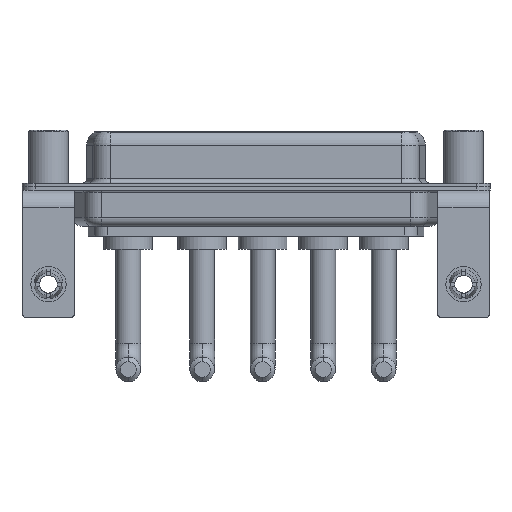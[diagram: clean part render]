
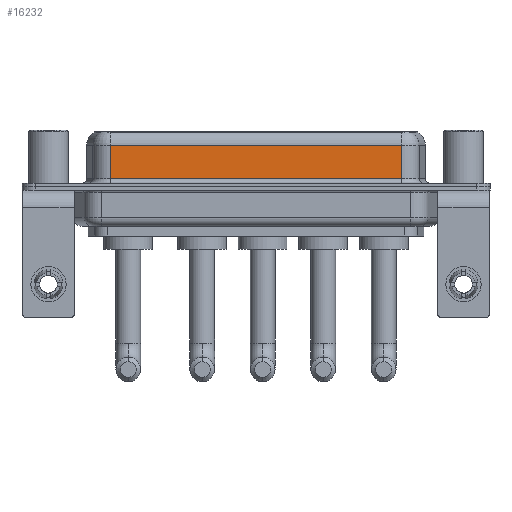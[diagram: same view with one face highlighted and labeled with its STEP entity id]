
A CAD part, front view. The second image highlights one B-rep face of the part: STEP entity #16232.
In plain terms, the highlighted planar face has unit normal (0, -1, 0).
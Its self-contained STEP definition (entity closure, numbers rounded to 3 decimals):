
#352 = ORIENTED_EDGE ( 'NONE', *, *, #5708, .T. ) ;
#722 = VECTOR ( 'NONE', #14235, 1000. ) ;
#1528 = CARTESIAN_POINT ( 'NONE',  ( 7.013, -3.95, 4.65 ) ) ;
#1708 = DIRECTION ( 'NONE',  ( -1., 0., 0. ) ) ;
#2188 = CARTESIAN_POINT ( 'NONE',  ( 40.037, -3.95, 4.65 ) ) ;
#2746 = PLANE ( 'NONE',  #16735 ) ;
#3768 = DIRECTION ( 'NONE',  ( 0., 0., 1. ) ) ;
#4270 = VECTOR ( 'NONE', #1708, 1000. ) ;
#4611 = DIRECTION ( 'NONE',  ( 0., 0., -1. ) ) ;
#4674 = CARTESIAN_POINT ( 'NONE',  ( 40.037, -3.95, 0.9 ) ) ;
#5036 = VECTOR ( 'NONE', #8881, 1000. ) ;
#5708 = EDGE_CURVE ( 'NONE', #14568, #13144, #15841, .T. ) ;
#6328 = LINE ( 'NONE', #11599, #5036 ) ;
#6492 = CARTESIAN_POINT ( 'NONE',  ( 40.037, -3.95, 0.9 ) ) ;
#6559 = ORIENTED_EDGE ( 'NONE', *, *, #6738, .T. ) ;
#6668 = CARTESIAN_POINT ( 'NONE',  ( 40.037, -3.95, 6.4 ) ) ;
#6738 = EDGE_CURVE ( 'NONE', #7241, #11584, #6912, .T. ) ;
#6757 = CARTESIAN_POINT ( 'NONE',  ( 40.037, -3.95, 4.65 ) ) ;
#6912 = LINE ( 'NONE', #6757, #4270 ) ;
#7241 = VERTEX_POINT ( 'NONE', #2188 ) ;
#7338 = LINE ( 'NONE', #8792, #9871 ) ;
#8792 = CARTESIAN_POINT ( 'NONE',  ( 40.037, -3.95, 6.4 ) ) ;
#8881 = DIRECTION ( 'NONE',  ( 0., 0., -1. ) ) ;
#9871 = VECTOR ( 'NONE', #4611, 1000. ) ;
#11513 = FACE_OUTER_BOUND ( 'NONE', #16340, .T. ) ;
#11584 = VERTEX_POINT ( 'NONE', #1528 ) ;
#11599 = CARTESIAN_POINT ( 'NONE',  ( 7.013, -3.95, 6.4 ) ) ;
#11719 = CARTESIAN_POINT ( 'NONE',  ( 7.013, -3.95, 0.9 ) ) ;
#12059 = ORIENTED_EDGE ( 'NONE', *, *, #16349, .T. ) ;
#12636 = EDGE_CURVE ( 'NONE', #7241, #13144, #7338, .T. ) ;
#13144 = VERTEX_POINT ( 'NONE', #4674 ) ;
#14235 = DIRECTION ( 'NONE',  ( 1., 0., 0. ) ) ;
#14568 = VERTEX_POINT ( 'NONE', #11719 ) ;
#15357 = ORIENTED_EDGE ( 'NONE', *, *, #12636, .F. ) ;
#15441 = DIRECTION ( 'NONE',  ( 0., 1., 0. ) ) ;
#15841 = LINE ( 'NONE', #6492, #722 ) ;
#16232 = ADVANCED_FACE ( 'NONE', ( #11513 ), #2746, .F. ) ;
#16340 = EDGE_LOOP ( 'NONE', ( #15357, #6559, #12059, #352 ) ) ;
#16349 = EDGE_CURVE ( 'NONE', #11584, #14568, #6328, .T. ) ;
#16735 = AXIS2_PLACEMENT_3D ( 'NONE', #6668, #15441, #3768 ) ;
